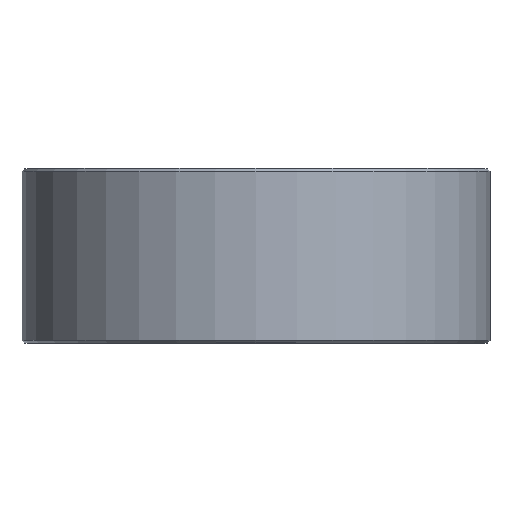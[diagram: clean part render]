
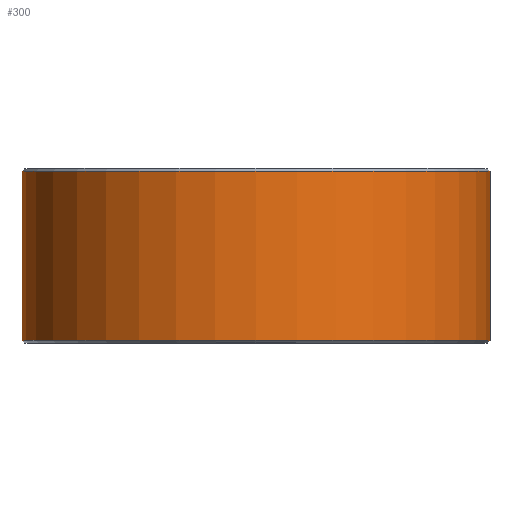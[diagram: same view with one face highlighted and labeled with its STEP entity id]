
A CAD part, top view. The second image highlights one B-rep face of the part: STEP entity #300.
In plain terms, the highlighted cylindrical face has radius 207.5 mm (diameter 415 mm), a full revolution.
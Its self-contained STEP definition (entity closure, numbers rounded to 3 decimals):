
#300=ADVANCED_FACE('',(#569,#571),#573,.T.);
#569=FACE_OUTER_BOUND('',#570,.T.);
#570=EDGE_LOOP('',(#656));
#571=FACE_OUTER_BOUND('',#572,.T.);
#572=EDGE_LOOP('',(#657));
#573=CYLINDRICAL_SURFACE('',#574,207.5);
#574=AXIS2_PLACEMENT_3D('',#575,#576,#577);
#575=CARTESIAN_POINT('',(0.,-75.,0.));
#576=DIRECTION('',(0.,1.,0.));
#577=DIRECTION('',(-1.,0.,0.));
#656=ORIENTED_EDGE('',*,*,#696,.F.);
#657=ORIENTED_EDGE('',*,*,#697,.T.);
#696=EDGE_CURVE('',#770,#770,#771,.T.);
#697=EDGE_CURVE('',#772,#772,#773,.T.);
#770=VERTEX_POINT('',#950);
#771=CIRCLE('',#951,207.5);
#772=VERTEX_POINT('',#955);
#773=CIRCLE('',#956,207.5);
#950=CARTESIAN_POINT('',(-207.5,75.,0.));
#951=AXIS2_PLACEMENT_3D('',#952,#953,#954);
#952=CARTESIAN_POINT('',(0.,75.,0.));
#953=DIRECTION('',(0.,1.,0.));
#954=DIRECTION('',(-1.,0.,0.));
#955=CARTESIAN_POINT('',(-207.5,-75.,0.));
#956=AXIS2_PLACEMENT_3D('',#957,#958,#959);
#957=CARTESIAN_POINT('',(0.,-75.,0.));
#958=DIRECTION('',(0.,1.,0.));
#959=DIRECTION('',(-1.,0.,0.));
